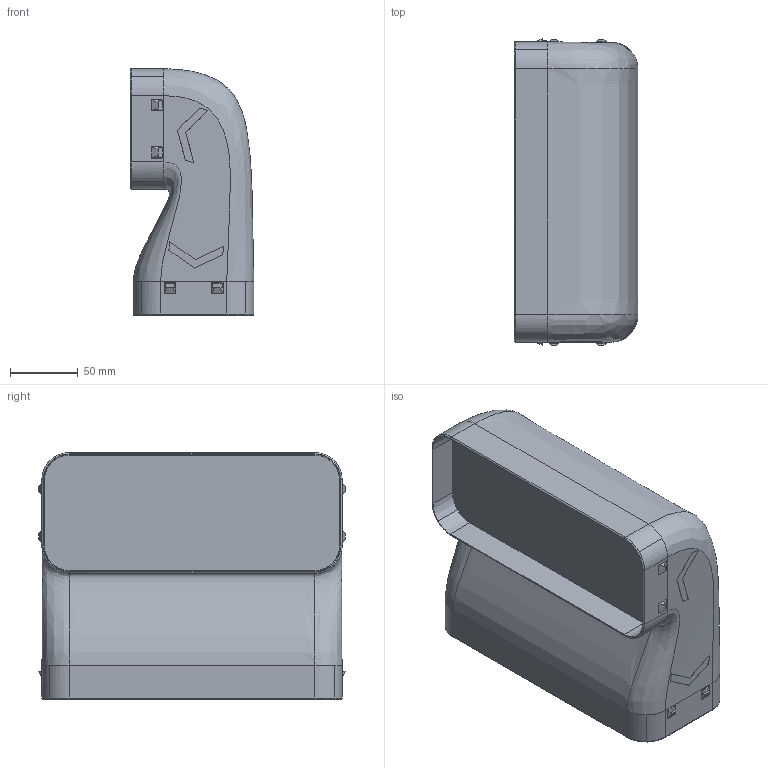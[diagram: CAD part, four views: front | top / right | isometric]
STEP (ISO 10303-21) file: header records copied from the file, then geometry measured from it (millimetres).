
FILE_DESCRIPTION(('CATIA V5 STEP Exchange'),'2;1');
FILE_NAME('P-RBV 150 Rohrbogen vertikal 90 kurz_vereinfacht.stp','2023-03-27T08:43:07+00:00',('none'),('none'),'CATIA Version 5 Release 21 SP 1 (IN-10)','CATIA V5 STEP AP214 Edition 3','none');
FILE_SCHEMA(('AUTOMOTIVE_DESIGN { 1 0 10303 214 3 1 1 1 }'));
Length unit declared in the file: millimetre
Products named in the file (1): P-RBV 150 Rohrbogen vertikal 90 kurz_vereinfacht
Bounding box: 91.56 x 226.6 x 182.56 mm (x, y, z)
Volume: 2452429.2 mm3; surface area: 167502.8 mm2
Topology: 1 solids, 1 shells, 168 faces, 423 edges, 271 vertices
Faces by surface type: plane 96, bspline 28, cone 20, torus 14, cylinder 8, extrusion 2
Entity records: 8723 total; most frequent: CARTESIAN_POINT 4771, ORIENTED_EDGE 846, DIRECTION 531, EDGE_CURVE 423, VERTEX_POINT 271, VECTOR 235, LINE 233, EDGE_LOOP 182
